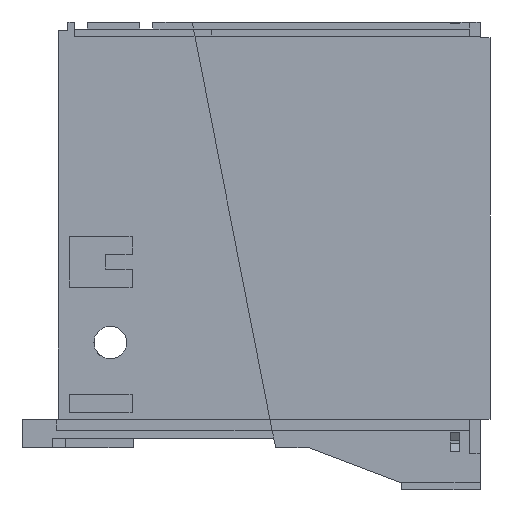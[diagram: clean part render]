
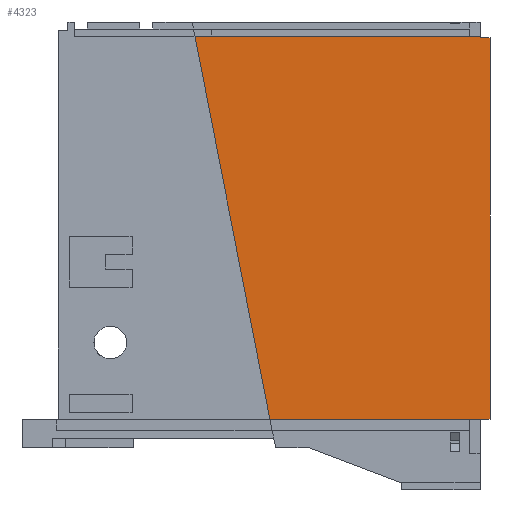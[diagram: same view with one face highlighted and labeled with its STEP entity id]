
A CAD part, left-side view. The second image highlights one B-rep face of the part: STEP entity #4323.
In plain terms, the highlighted planar face has unit normal (-1, 0, 0).
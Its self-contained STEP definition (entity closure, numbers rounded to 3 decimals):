
#88 = EDGE_LOOP ( 'NONE', ( #2379, #1302, #5861, #4999, #3949, #6438 ) ) ;
#253 = EDGE_CURVE ( 'NONE', #3687, #4524, #1049, .T. ) ;
#345 = EDGE_CURVE ( 'NONE', #1558, #4559, #4748, .T. ) ;
#352 = VECTOR ( 'NONE', #3655, 1000. ) ;
#457 = LINE ( 'NONE', #1892, #1398 ) ;
#474 = DIRECTION ( 'NONE',  ( 1., 0., 0. ) ) ;
#490 = EDGE_CURVE ( 'NONE', #4559, #3687, #5849, .T. ) ;
#976 = VECTOR ( 'NONE', #5592, 1000. ) ;
#994 = DIRECTION ( 'NONE',  ( 0., 1., 0. ) ) ;
#1036 = VECTOR ( 'NONE', #2124, 1000. ) ;
#1049 = LINE ( 'NONE', #2059, #976 ) ;
#1192 = EDGE_CURVE ( 'NONE', #5471, #4524, #457, .T. ) ;
#1302 = ORIENTED_EDGE ( 'NONE', *, *, #345, .F. ) ;
#1324 = EDGE_CURVE ( 'NONE', #1993, #1558, #6511, .T. ) ;
#1398 = VECTOR ( 'NONE', #2382, 1000. ) ;
#1424 = FACE_OUTER_BOUND ( 'NONE', #88, .T. ) ;
#1558 = VERTEX_POINT ( 'NONE', #2907 ) ;
#1636 = DIRECTION ( 'NONE',  ( 0., 0., -1. ) ) ;
#1824 = CARTESIAN_POINT ( 'NONE',  ( -4.01, 106.72, 13.75 ) ) ;
#1875 = CARTESIAN_POINT ( 'NONE',  ( -4.01, -34.518, 34.108 ) ) ;
#1892 = CARTESIAN_POINT ( 'NONE',  ( -4.01, -34.518, 41.441 ) ) ;
#1993 = VERTEX_POINT ( 'NONE', #3706 ) ;
#1994 = CARTESIAN_POINT ( 'NONE',  ( -4.01, -39.518, 33.608 ) ) ;
#2059 = CARTESIAN_POINT ( 'NONE',  ( -4.01, -34.518, 34.108 ) ) ;
#2124 = DIRECTION ( 'NONE',  ( 0., 1., 0. ) ) ;
#2316 = DIRECTION ( 'NONE',  ( 0., 0.192, 0.981 ) ) ;
#2379 = ORIENTED_EDGE ( 'NONE', *, *, #490, .F. ) ;
#2382 = DIRECTION ( 'NONE',  ( 0., 0., 1. ) ) ;
#2575 = VECTOR ( 'NONE', #1636, 1000. ) ;
#2618 = LINE ( 'NONE', #5519, #1036 ) ;
#2704 = CARTESIAN_POINT ( 'NONE',  ( -4.01, 110.711, 34.108 ) ) ;
#2831 = CARTESIAN_POINT ( 'NONE',  ( -4.01, 72.544, -160.559 ) ) ;
#2907 = CARTESIAN_POINT ( 'NONE',  ( -4.01, -39.518, -160.559 ) ) ;
#3181 = CARTESIAN_POINT ( 'NONE',  ( -4.01, -39.518, -160.559 ) ) ;
#3655 = DIRECTION ( 'NONE',  ( 0., 1., 0. ) ) ;
#3687 = VERTEX_POINT ( 'NONE', #2704 ) ;
#3706 = CARTESIAN_POINT ( 'NONE',  ( -4.01, -39.518, 33.608 ) ) ;
#3949 = ORIENTED_EDGE ( 'NONE', *, *, #1192, .T. ) ;
#4108 = EDGE_CURVE ( 'NONE', #1993, #5471, #2618, .T. ) ;
#4323 = ADVANCED_FACE ( 'NONE', ( #1424 ), #6065, .F. ) ;
#4524 = VERTEX_POINT ( 'NONE', #1875 ) ;
#4559 = VERTEX_POINT ( 'NONE', #2831 ) ;
#4748 = LINE ( 'NONE', #3181, #352 ) ;
#4986 = CARTESIAN_POINT ( 'NONE',  ( -4.01, -34.518, 41.441 ) ) ;
#4999 = ORIENTED_EDGE ( 'NONE', *, *, #4108, .T. ) ;
#5250 = AXIS2_PLACEMENT_3D ( 'NONE', #4986, #474, #994 ) ;
#5411 = CARTESIAN_POINT ( 'NONE',  ( -4.01, -34.518, 33.608 ) ) ;
#5471 = VERTEX_POINT ( 'NONE', #5411 ) ;
#5519 = CARTESIAN_POINT ( 'NONE',  ( -4.01, -39.518, 33.608 ) ) ;
#5592 = DIRECTION ( 'NONE',  ( 0., -1., 0. ) ) ;
#5703 = VECTOR ( 'NONE', #2316, 1000. ) ;
#5849 = LINE ( 'NONE', #1824, #5703 ) ;
#5861 = ORIENTED_EDGE ( 'NONE', *, *, #1324, .F. ) ;
#6065 = PLANE ( 'NONE',  #5250 ) ;
#6438 = ORIENTED_EDGE ( 'NONE', *, *, #253, .F. ) ;
#6511 = LINE ( 'NONE', #1994, #2575 ) ;
